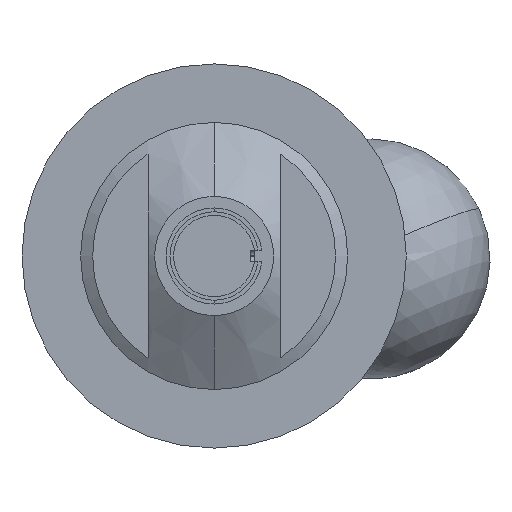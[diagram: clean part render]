
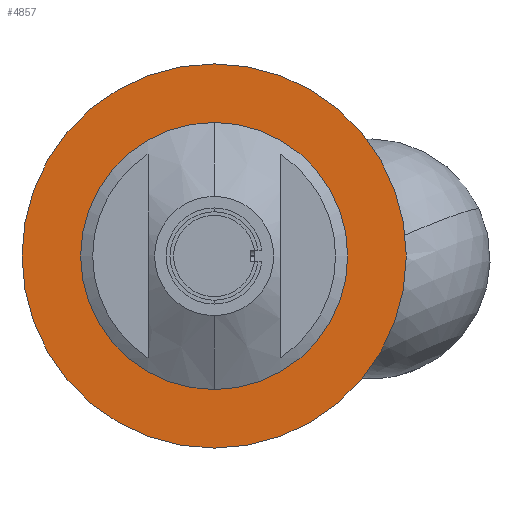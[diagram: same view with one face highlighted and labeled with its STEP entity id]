
A CAD part, left-side view. The second image highlights one B-rep face of the part: STEP entity #4857.
In plain terms, the highlighted planar face has unit normal (-1, 0, 0).
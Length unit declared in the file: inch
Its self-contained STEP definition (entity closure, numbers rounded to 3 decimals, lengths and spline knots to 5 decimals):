
#246 = VERTEX_POINT ( 'NONE', #3104 ) ;
#756 = VERTEX_POINT ( 'NONE', #14006 ) ;
#920 = EDGE_LOOP ( 'NONE', ( #14018, #12176 ) ) ;
#939 = DIRECTION ( 'NONE',  ( 0., 0., 1. ) ) ;
#1599 = AXIS2_PLACEMENT_3D ( 'NONE', #10844, #5159, #4026 ) ;
#2660 = EDGE_CURVE ( 'NONE', #11662, #246, #9432, .T. ) ;
#2682 = DIRECTION ( 'NONE',  ( 0., 0., 1. ) ) ;
#2906 = ORIENTED_EDGE ( 'NONE', *, *, #3708, .T. ) ;
#3104 = CARTESIAN_POINT ( 'NONE',  ( -3.405, 0., -0.695 ) ) ;
#3222 = DIRECTION ( 'NONE',  ( 1., 0., 0. ) ) ;
#3385 = AXIS2_PLACEMENT_3D ( 'NONE', #9385, #3620, #2682 ) ;
#3620 = DIRECTION ( 'NONE',  ( -1., 0., 0. ) ) ;
#3703 = ORIENTED_EDGE ( 'NONE', *, *, #11920, .T. ) ;
#3708 = EDGE_CURVE ( 'NONE', #9971, #756, #11400, .T. ) ;
#4026 = DIRECTION ( 'NONE',  ( 0., 0., 1. ) ) ;
#4027 = DIRECTION ( 'NONE',  ( -1., 0., 0. ) ) ;
#4117 = CIRCLE ( 'NONE', #7311, 0.695 ) ;
#4281 = PLANE ( 'NONE',  #11378 ) ;
#4857 = ADVANCED_FACE ( 'NONE', ( #13263, #7792 ), #4281, .F. ) ;
#5159 = DIRECTION ( 'NONE',  ( -1., 0., 0. ) ) ;
#5713 = CARTESIAN_POINT ( 'NONE',  ( -3.405, 0., 0.695 ) ) ;
#7128 = CARTESIAN_POINT ( 'NONE',  ( -3.405, 0., 1. ) ) ;
#7311 = AXIS2_PLACEMENT_3D ( 'NONE', #10633, #4027, #12788 ) ;
#7474 = DIRECTION ( 'NONE',  ( -1., 0., 0. ) ) ;
#7586 = DIRECTION ( 'NONE',  ( 0., 0., -1. ) ) ;
#7792 = FACE_OUTER_BOUND ( 'NONE', #13640, .T. ) ;
#9385 = CARTESIAN_POINT ( 'NONE',  ( -3.405, 0., 0. ) ) ;
#9432 = CIRCLE ( 'NONE', #1599, 0.695 ) ;
#9644 = CARTESIAN_POINT ( 'NONE',  ( -3.405, 0., 0. ) ) ;
#9971 = VERTEX_POINT ( 'NONE', #7128 ) ;
#10558 = EDGE_CURVE ( 'NONE', #246, #11662, #4117, .T. ) ;
#10633 = CARTESIAN_POINT ( 'NONE',  ( -3.405, 0., 0. ) ) ;
#10844 = CARTESIAN_POINT ( 'NONE',  ( -3.405, 0., 0. ) ) ;
#10954 = CIRCLE ( 'NONE', #3385, 1. ) ;
#11378 = AXIS2_PLACEMENT_3D ( 'NONE', #13049, #3222, #7586 ) ;
#11400 = CIRCLE ( 'NONE', #13470, 1. ) ;
#11662 = VERTEX_POINT ( 'NONE', #5713 ) ;
#11920 = EDGE_CURVE ( 'NONE', #756, #9971, #10954, .T. ) ;
#12176 = ORIENTED_EDGE ( 'NONE', *, *, #10558, .F. ) ;
#12788 = DIRECTION ( 'NONE',  ( 0., 0., 1. ) ) ;
#13049 = CARTESIAN_POINT ( 'NONE',  ( -3.405, 1., 0. ) ) ;
#13263 = FACE_BOUND ( 'NONE', #920, .T. ) ;
#13470 = AXIS2_PLACEMENT_3D ( 'NONE', #9644, #7474, #939 ) ;
#13640 = EDGE_LOOP ( 'NONE', ( #2906, #3703 ) ) ;
#14006 = CARTESIAN_POINT ( 'NONE',  ( -3.405, 0., -1. ) ) ;
#14018 = ORIENTED_EDGE ( 'NONE', *, *, #2660, .F. ) ;
